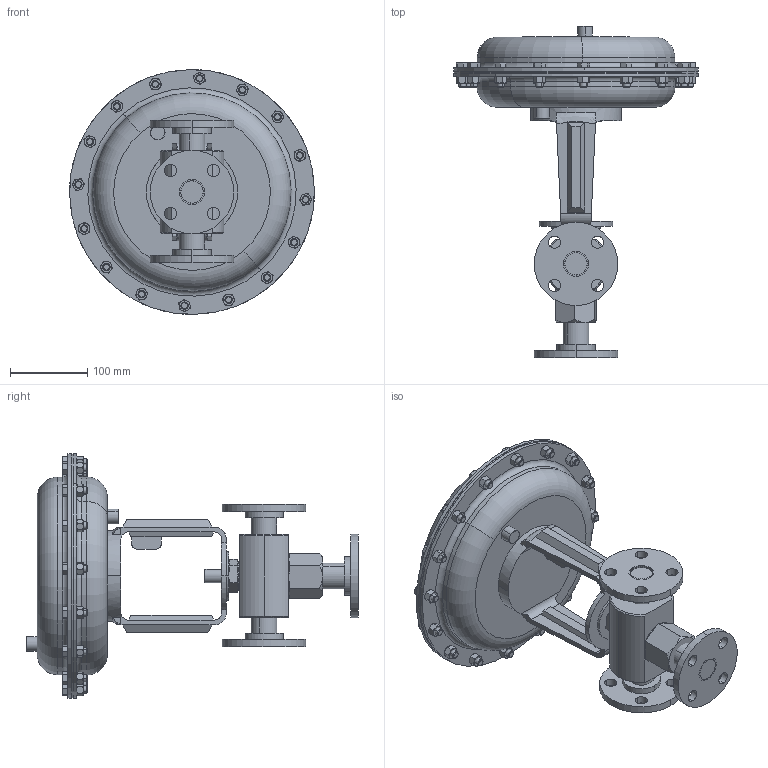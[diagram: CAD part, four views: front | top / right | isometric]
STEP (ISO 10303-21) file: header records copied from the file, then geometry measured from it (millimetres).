
FILE_DESCRIPTION (( 'STEP AP203' ), '1' );
FILE_NAME ('8000T-100-BR+CB+SB-R5-55M.step', '2017-09-20T11:29:04', ( '' ), ( '' ), 'SwSTEP 2.0', 'SolidWorks 2014', '' );
FILE_SCHEMA (( 'CONFIG_CONTROL_DESIGN' ));
Length unit declared in the file: inch
Products named in the file (1): 8000T-100-BR+CB+SB-R5-55M
Bounding box: 317.42 x 430.36 x 317.42 mm (x, y, z)
Volume: 5706086.2 mm3; surface area: 837347.7 mm2
Topology: 48 solids, 48 shells, 934 faces, 2011 edges, 1208 vertices
Faces by surface type: cone 390, plane 378, cylinder 142, torus 22, bspline 2
Entity records: 27590 total; most frequent: CARTESIAN_POINT 8122, ORIENTED_EDGE 4022, DIRECTION 3917, EDGE_CURVE 2011, AXIS2_PLACEMENT_3D 1643, VERTEX_POINT 1208, EDGE_LOOP 1005, FACE_OUTER_BOUND 934
